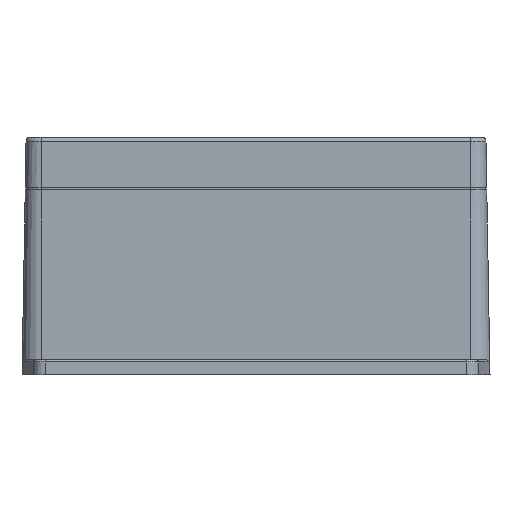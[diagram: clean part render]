
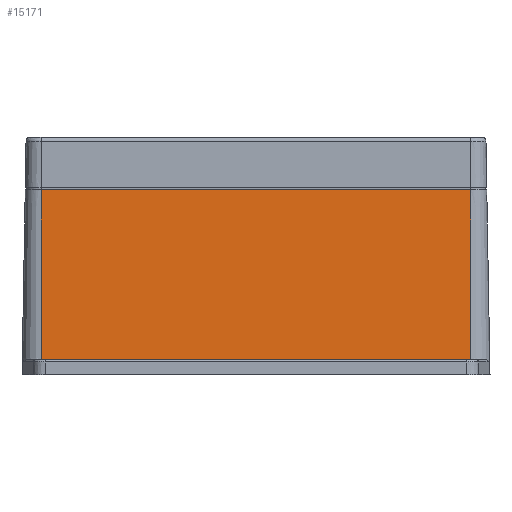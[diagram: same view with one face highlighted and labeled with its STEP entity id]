
A CAD part, front view. The second image highlights one B-rep face of the part: STEP entity #15171.
In plain terms, the highlighted planar face has unit normal (0, -1, 0.018).
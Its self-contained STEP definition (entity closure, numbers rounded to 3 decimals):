
#5461 = VERTEX_POINT ( 'NONE', #8854 ) ;
#7411 = VERTEX_POINT ( 'NONE', #43958 ) ;
#8661 = LINE ( 'NONE', #71929, #68286 ) ;
#8854 = CARTESIAN_POINT ( 'NONE',  ( 6470.618, 1360.29, 6. ) ) ;
#14665 = VERTEX_POINT ( 'NONE', #33776 ) ;
#14790 = LINE ( 'NONE', #58003, #48299 ) ;
#15171 = ADVANCED_FACE ( 'NONE', ( #30765 ), #62068, .T. ) ;
#15418 = DIRECTION ( 'NONE',  ( 0., 0.017, 1. ) ) ;
#16346 = DIRECTION ( 'NONE',  ( 0., -0.017, -1. ) ) ;
#16544 = EDGE_CURVE ( 'NONE', #14665, #7411, #32533, .T. ) ;
#20432 = VECTOR ( 'NONE', #15418, 1000. ) ;
#21633 = ORIENTED_EDGE ( 'NONE', *, *, #58260, .F. ) ;
#22281 = ORIENTED_EDGE ( 'NONE', *, *, #76083, .F. ) ;
#24418 = VERTEX_POINT ( 'NONE', #67091 ) ;
#30218 = DIRECTION ( 'NONE',  ( -1., 0., 0. ) ) ;
#30765 = FACE_OUTER_BOUND ( 'NONE', #76281, .T. ) ;
#32372 = DIRECTION ( 'NONE',  ( 0., -0.017, -1. ) ) ;
#32533 = LINE ( 'NONE', #51070, #20432 ) ;
#33776 = CARTESIAN_POINT ( 'NONE',  ( 6298.618, 1360.29, 6. ) ) ;
#35741 = ORIENTED_EDGE ( 'NONE', *, *, #37249, .F. ) ;
#37249 = EDGE_CURVE ( 'NONE', #7411, #24418, #74746, .T. ) ;
#43958 = CARTESIAN_POINT ( 'NONE',  ( 6298.618, 1361.477, 74. ) ) ;
#48299 = VECTOR ( 'NONE', #16346, 1000. ) ;
#50659 = ORIENTED_EDGE ( 'NONE', *, *, #16544, .F. ) ;
#51070 = CARTESIAN_POINT ( 'NONE',  ( 6298.618, 1360.186, 0. ) ) ;
#51598 = CARTESIAN_POINT ( 'NONE',  ( 6384.618, 1361.477, 74. ) ) ;
#55123 = VECTOR ( 'NONE', #63584, 1000. ) ;
#56052 = CARTESIAN_POINT ( 'NONE',  ( 6470.618, 1360.186, 0. ) ) ;
#58003 = CARTESIAN_POINT ( 'NONE',  ( 6470.618, 1360.186, 0. ) ) ;
#58260 = EDGE_CURVE ( 'NONE', #24418, #5461, #14790, .T. ) ;
#62068 = PLANE ( 'NONE',  #74998 ) ;
#63584 = DIRECTION ( 'NONE',  ( 1., 0., 0. ) ) ;
#67091 = CARTESIAN_POINT ( 'NONE',  ( 6470.618, 1361.477, 74. ) ) ;
#68067 = DIRECTION ( 'NONE',  ( 0., -1., 0.017 ) ) ;
#68286 = VECTOR ( 'NONE', #30218, 1000. ) ;
#71929 = CARTESIAN_POINT ( 'NONE',  ( 6384.618, 1360.29, 6. ) ) ;
#74746 = LINE ( 'NONE', #51598, #55123 ) ;
#74998 = AXIS2_PLACEMENT_3D ( 'NONE', #56052, #68067, #32372 ) ;
#76083 = EDGE_CURVE ( 'NONE', #5461, #14665, #8661, .T. ) ;
#76281 = EDGE_LOOP ( 'NONE', ( #35741, #50659, #22281, #21633 ) ) ;
